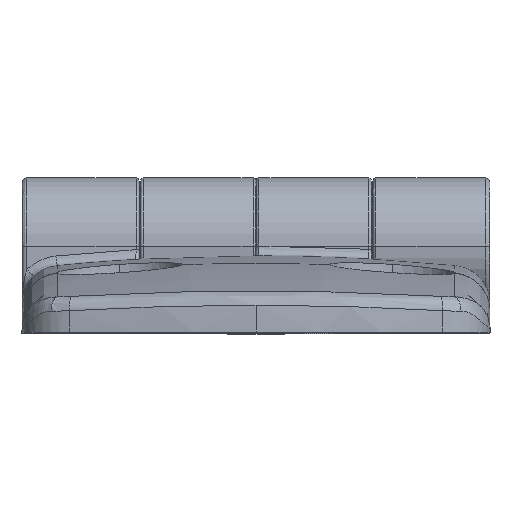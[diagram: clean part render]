
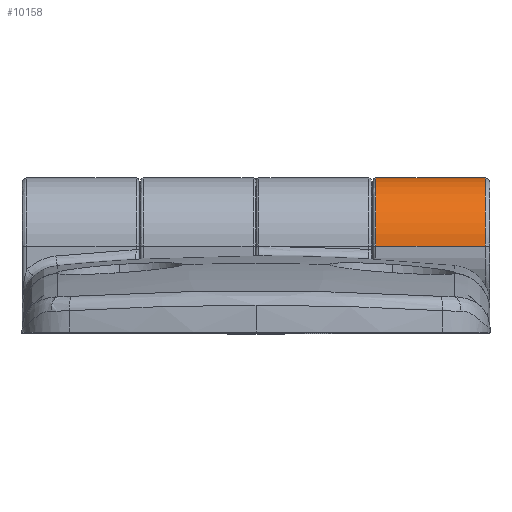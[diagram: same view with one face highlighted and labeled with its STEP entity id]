
A CAD part, top view. The second image highlights one B-rep face of the part: STEP entity #10158.
In plain terms, the highlighted cylindrical face has radius 7 mm (diameter 14 mm), a partial arc.
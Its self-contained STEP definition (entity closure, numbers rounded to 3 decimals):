
#65 = CARTESIAN_POINT ( 'NONE',  ( 12.3, 8.9, -7. ) ) ;
#77 = CARTESIAN_POINT ( 'NONE',  ( 12.3, 8.9, 7. ) ) ;
#151 = DIRECTION ( 'NONE',  ( -1., 0., 0. ) ) ;
#169 = DIRECTION ( 'NONE',  ( 0., 0., 1. ) ) ;
#1139 = AXIS2_PLACEMENT_3D ( 'NONE', #4960, #1349, #169 ) ;
#1349 = DIRECTION ( 'NONE',  ( -1., 0., 0. ) ) ;
#1632 = VERTEX_POINT ( 'NONE', #77 ) ;
#2143 = LINE ( 'NONE', #9991, #7594 ) ;
#2500 = EDGE_CURVE ( 'NONE', #9414, #1632, #9980, .T. ) ;
#2646 = DIRECTION ( 'NONE',  ( 0., 0., 1. ) ) ;
#2674 = DIRECTION ( 'NONE',  ( -1., 0., 0. ) ) ;
#2714 = CARTESIAN_POINT ( 'NONE',  ( 23.5, 8.9, 0. ) ) ;
#2858 = AXIS2_PLACEMENT_3D ( 'NONE', #2714, #2674, #2646 ) ;
#2954 = VERTEX_POINT ( 'NONE', #65 ) ;
#4320 = ORIENTED_EDGE ( 'NONE', *, *, #8927, .T. ) ;
#4433 = ORIENTED_EDGE ( 'NONE', *, *, #2500, .F. ) ;
#4960 = CARTESIAN_POINT ( 'NONE',  ( 24., 8.9, 0. ) ) ;
#5405 = FACE_OUTER_BOUND ( 'NONE', #10383, .T. ) ;
#5675 = CARTESIAN_POINT ( 'NONE',  ( 23.5, 8.9, -7. ) ) ;
#6785 = CARTESIAN_POINT ( 'NONE',  ( 12.3, 8.9, 0. ) ) ;
#7447 = VECTOR ( 'NONE', #7962, 1000. ) ;
#7594 = VECTOR ( 'NONE', #8737, 1000. ) ;
#7836 = DIRECTION ( 'NONE',  ( 0., 0., 1. ) ) ;
#7962 = DIRECTION ( 'NONE',  ( -1., 0., 0. ) ) ;
#8069 = CARTESIAN_POINT ( 'NONE',  ( 24., 8.9, 7. ) ) ;
#8693 = ORIENTED_EDGE ( 'NONE', *, *, #12105, .T. ) ;
#8737 = DIRECTION ( 'NONE',  ( -1., 0., 0. ) ) ;
#8927 = EDGE_CURVE ( 'NONE', #9414, #13181, #10669, .T. ) ;
#8941 = CARTESIAN_POINT ( 'NONE',  ( 23.5, 8.9, 7. ) ) ;
#9414 = VERTEX_POINT ( 'NONE', #8941 ) ;
#9916 = AXIS2_PLACEMENT_3D ( 'NONE', #6785, #151, #7836 ) ;
#9980 = LINE ( 'NONE', #8069, #7447 ) ;
#9991 = CARTESIAN_POINT ( 'NONE',  ( 24., 8.9, -7. ) ) ;
#10158 = ADVANCED_FACE ( 'NONE', ( #5405 ), #13191, .T. ) ;
#10383 = EDGE_LOOP ( 'NONE', ( #4433, #4320, #8693, #11795 ) ) ;
#10669 = CIRCLE ( 'NONE', #2858, 7. ) ;
#11659 = EDGE_CURVE ( 'NONE', #1632, #2954, #13019, .T. ) ;
#11795 = ORIENTED_EDGE ( 'NONE', *, *, #11659, .F. ) ;
#12105 = EDGE_CURVE ( 'NONE', #13181, #2954, #2143, .T. ) ;
#13019 = CIRCLE ( 'NONE', #9916, 7. ) ;
#13181 = VERTEX_POINT ( 'NONE', #5675 ) ;
#13191 = CYLINDRICAL_SURFACE ( 'NONE', #1139, 7. ) ;
